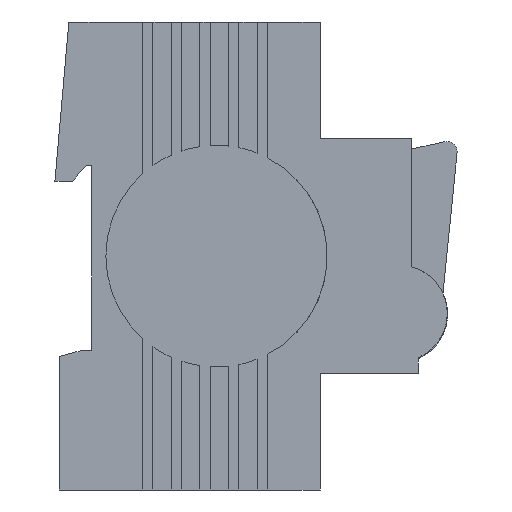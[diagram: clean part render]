
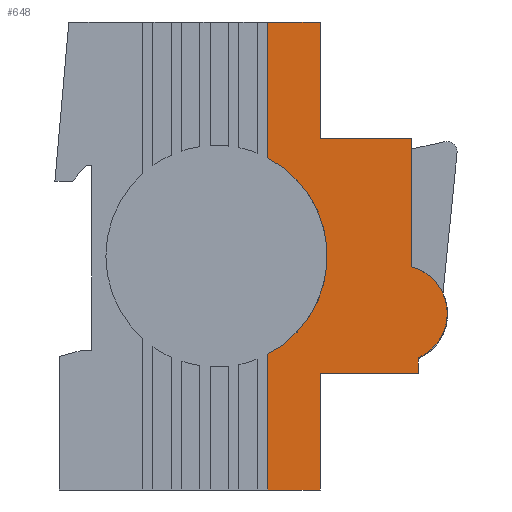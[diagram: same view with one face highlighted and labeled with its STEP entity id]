
A CAD part, left-side view. The second image highlights one B-rep face of the part: STEP entity #648.
In plain terms, the highlighted face is planar.
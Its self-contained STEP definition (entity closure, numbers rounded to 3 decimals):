
#191=AXIS2_PLACEMENT_3D('Circle Axis2P3D',#189,#190,$) ;
#454=AXIS2_PLACEMENT_3D('Plane Axis2P3D',#451,#452,#453) ;
#624=AXIS2_PLACEMENT_3D('Circle Axis2P3D',#622,#623,$) ;
#51=CARTESIAN_POINT('Vertex',(43.9,-26.8,-44.9)) ;
#65=CARTESIAN_POINT('Vertex',(43.9,-26.8,-22.55)) ;
#68=CARTESIAN_POINT('Line Origine',(43.9,-26.8,-33.725)) ;
#96=CARTESIAN_POINT('Vertex',(62.755,-26.8,-22.55)) ;
#99=CARTESIAN_POINT('Line Origine',(53.328,-26.8,-22.55)) ;
#127=CARTESIAN_POINT('Vertex',(62.755,-26.8,-19.507)) ;
#130=CARTESIAN_POINT('Line Origine',(62.755,-26.8,-21.029)) ;
#186=CARTESIAN_POINT('Vertex',(61.455,-26.8,-2.045)) ;
#189=CARTESIAN_POINT('Axis2P3D Location',(59.,-26.8,-11.007)) ;
#216=CARTESIAN_POINT('Vertex',(61.455,-26.8,22.55)) ;
#230=CARTESIAN_POINT('Vertex',(43.9,-26.8,22.55)) ;
#233=CARTESIAN_POINT('Line Origine',(52.678,-26.8,22.55)) ;
#256=CARTESIAN_POINT('Vertex',(43.9,-26.8,44.937)) ;
#259=CARTESIAN_POINT('Line Origine',(43.9,-26.8,33.743)) ;
#451=CARTESIAN_POINT('Axis2P3D Location',(0.,-26.8,0.)) ;
#596=CARTESIAN_POINT('Line Origine',(38.85,-26.8,-44.9)) ;
#600=CARTESIAN_POINT('Vertex',(33.8,-26.8,-44.9)) ;
#603=CARTESIAN_POINT('Line Origine',(61.455,-26.8,10.253)) ;
#608=CARTESIAN_POINT('Line Origine',(38.85,-26.8,44.937)) ;
#612=CARTESIAN_POINT('Vertex',(33.8,-26.8,44.937)) ;
#615=CARTESIAN_POINT('Line Origine',(33.8,-26.8,31.896)) ;
#619=CARTESIAN_POINT('Vertex',(33.8,-26.8,18.855)) ;
#622=CARTESIAN_POINT('Axis2P3D Location',(24.,-26.8,0.)) ;
#626=CARTESIAN_POINT('Vertex',(33.8,-26.8,-18.855)) ;
#629=CARTESIAN_POINT('Line Origine',(33.8,-26.8,-31.878)) ;
#69=DIRECTION('Vector Direction',(0.,0.,1.)) ;
#100=DIRECTION('Vector Direction',(1.,0.,0.)) ;
#131=DIRECTION('Vector Direction',(0.,0.,1.)) ;
#190=DIRECTION('Axis2P3D Direction',(0.,-1.,0.)) ;
#234=DIRECTION('Vector Direction',(-1.,0.,0.)) ;
#260=DIRECTION('Vector Direction',(0.,0.,1.)) ;
#452=DIRECTION('Axis2P3D Direction',(0.,-1.,0.)) ;
#453=DIRECTION('Axis2P3D XDirection',(0.,0.,1.)) ;
#597=DIRECTION('Vector Direction',(1.,0.,0.)) ;
#604=DIRECTION('Vector Direction',(0.,0.,1.)) ;
#609=DIRECTION('Vector Direction',(-1.,0.,0.)) ;
#616=DIRECTION('Vector Direction',(0.,0.,-1.)) ;
#623=DIRECTION('Axis2P3D Direction',(0.,-1.,0.)) ;
#630=DIRECTION('Vector Direction',(0.,0.,1.)) ;
#70=VECTOR('Line Direction',#69,1.) ;
#101=VECTOR('Line Direction',#100,1.) ;
#132=VECTOR('Line Direction',#131,1.) ;
#235=VECTOR('Line Direction',#234,1.) ;
#261=VECTOR('Line Direction',#260,1.) ;
#598=VECTOR('Line Direction',#597,1.) ;
#605=VECTOR('Line Direction',#604,1.) ;
#610=VECTOR('Line Direction',#609,1.) ;
#617=VECTOR('Line Direction',#616,1.) ;
#631=VECTOR('Line Direction',#630,1.) ;
#635=ORIENTED_EDGE('',*,*,#602,.T.) ;
#636=ORIENTED_EDGE('',*,*,#72,.T.) ;
#637=ORIENTED_EDGE('',*,*,#103,.T.) ;
#638=ORIENTED_EDGE('',*,*,#134,.T.) ;
#639=ORIENTED_EDGE('',*,*,#193,.T.) ;
#640=ORIENTED_EDGE('',*,*,#607,.T.) ;
#641=ORIENTED_EDGE('',*,*,#237,.T.) ;
#642=ORIENTED_EDGE('',*,*,#263,.T.) ;
#643=ORIENTED_EDGE('',*,*,#614,.T.) ;
#644=ORIENTED_EDGE('',*,*,#621,.T.) ;
#645=ORIENTED_EDGE('',*,*,#628,.F.) ;
#646=ORIENTED_EDGE('',*,*,#633,.F.) ;
#648=ADVANCED_FACE('Hauptk\X2\00F6\X0\rper',(#647),#455,.T.) ;
#192=CIRCLE('generated circle',#191,9.293) ;
#625=CIRCLE('generated circle',#624,21.25) ;
#72=EDGE_CURVE('',#52,#66,#71,.T.) ;
#103=EDGE_CURVE('',#66,#97,#102,.T.) ;
#134=EDGE_CURVE('',#97,#128,#133,.T.) ;
#193=EDGE_CURVE('',#128,#187,#192,.T.) ;
#237=EDGE_CURVE('',#217,#231,#236,.T.) ;
#263=EDGE_CURVE('',#231,#257,#262,.T.) ;
#602=EDGE_CURVE('',#601,#52,#599,.T.) ;
#607=EDGE_CURVE('',#187,#217,#606,.T.) ;
#614=EDGE_CURVE('',#257,#613,#611,.T.) ;
#621=EDGE_CURVE('',#613,#620,#618,.T.) ;
#628=EDGE_CURVE('',#627,#620,#625,.T.) ;
#633=EDGE_CURVE('',#601,#627,#632,.T.) ;
#634=EDGE_LOOP('',(#635,#636,#637,#638,#639,#640,#641,#642,#643,#644,#645,#646)) ;
#647=FACE_OUTER_BOUND('',#634,.T.) ;
#71=LINE('Line',#68,#70) ;
#102=LINE('Line',#99,#101) ;
#133=LINE('Line',#130,#132) ;
#236=LINE('Line',#233,#235) ;
#262=LINE('Line',#259,#261) ;
#599=LINE('Line',#596,#598) ;
#606=LINE('Line',#603,#605) ;
#611=LINE('Line',#608,#610) ;
#618=LINE('Line',#615,#617) ;
#632=LINE('Line',#629,#631) ;
#455=PLANE('',#454) ;
#52=VERTEX_POINT('',#51) ;
#66=VERTEX_POINT('',#65) ;
#97=VERTEX_POINT('',#96) ;
#128=VERTEX_POINT('',#127) ;
#187=VERTEX_POINT('',#186) ;
#217=VERTEX_POINT('',#216) ;
#231=VERTEX_POINT('',#230) ;
#257=VERTEX_POINT('',#256) ;
#601=VERTEX_POINT('',#600) ;
#613=VERTEX_POINT('',#612) ;
#620=VERTEX_POINT('',#619) ;
#627=VERTEX_POINT('',#626) ;
